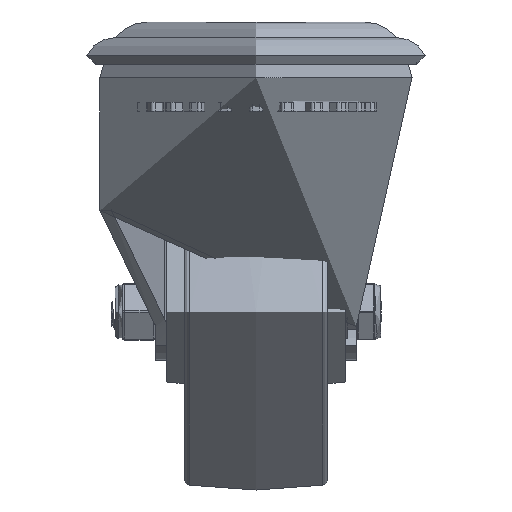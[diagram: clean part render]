
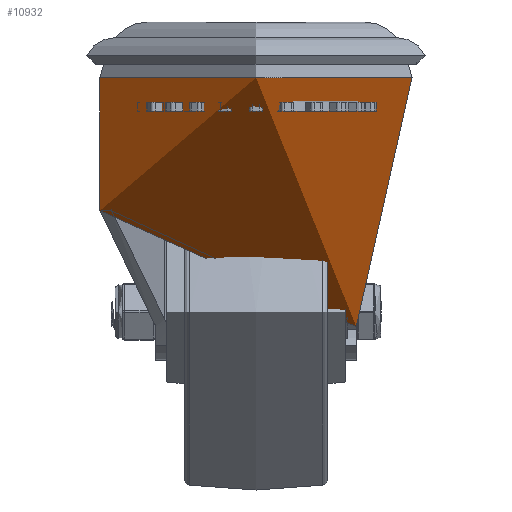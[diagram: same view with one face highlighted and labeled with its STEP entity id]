
A CAD part, left-side view. The second image highlights one B-rep face of the part: STEP entity #10932.
In plain terms, the highlighted cylindrical face has radius 35 mm (diameter 70 mm), a full revolution.
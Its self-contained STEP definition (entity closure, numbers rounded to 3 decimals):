
#196=B_SPLINE_CURVE_WITH_KNOTS('',3,(#17048,#17049,#17050,#17051,#17052,
#17053,#17054,#17055,#17056,#17057,#17058,#17059,#17060,#17061,#17062,#17063,
#17064,#17065,#17066,#17067,#17068,#17069,#17070,#17071,#17072,#17073,#17074,
#17075,#17076,#17077,#17078,#17079,#17080,#17081,#17082,#17083,#17084,#17085,
#17086,#17087,#17088,#17089,#17090,#17091),.UNSPECIFIED.,.F.,.F.,(4,2,2,
2,2,2,2,2,2,2,2,2,2,2,2,2,2,2,2,2,2,4),(6.422,7.254,
8.086,8.917,9.749,10.397,11.045,
11.693,12.341,12.989,13.637,14.285,
14.934,15.765,16.597,17.429,18.26,
19.198,20.136,21.074,22.011,22.093),
 .UNSPECIFIED.);
#197=B_SPLINE_CURVE_WITH_KNOTS('',3,(#17095,#17096,#17097,#17098,#17099,
#17100,#17101,#17102,#17103,#17104),.UNSPECIFIED.,.F.,.F.,(4,2,2,2,4),(-0.839,
-0.739,-0.639,-0.526,-0.413),
 .UNSPECIFIED.);
#198=B_SPLINE_CURVE_WITH_KNOTS('',3,(#17108,#17109,#17110,#17111,#17112,
#17113,#17114,#17115,#17116,#17117),.UNSPECIFIED.,.F.,.F.,(4,2,2,2,4),(-0.426,
-0.314,-0.201,-0.1,0.),
 .UNSPECIFIED.);
#199=B_SPLINE_CURVE_WITH_KNOTS('',3,(#17120,#17121,#17122,#17123,#17124,
#17125,#17126,#17127,#17128,#17129,#17130,#17131),.UNSPECIFIED.,.F.,.F.,
(4,2,2,2,2,4),(2.589,2.671,3.609,4.547,
5.485,6.422),.UNSPECIFIED.);
#860=CYLINDRICAL_SURFACE('',#11921,35.);
#1323=LINE('',#17046,#2244);
#1324=LINE('',#17093,#2245);
#1325=LINE('',#17119,#2246);
#2244=VECTOR('',#13827,35.);
#2245=VECTOR('',#13828,1000.);
#2246=VECTOR('',#13831,1000.);
#3057=FACE_OUTER_BOUND('',#3697,.T.);
#3697=EDGE_LOOP('',(#8476,#8477,#8478,#8479,#8480,#8481,#8482,#8483,#8484,
#8485));
#4404=CIRCLE('',#11905,35.);
#4416=CIRCLE('',#11922,35.);
#5073=VERTEX_POINT('',#17017);
#5082=VERTEX_POINT('',#17045);
#5083=VERTEX_POINT('',#17047);
#5084=VERTEX_POINT('',#17092);
#5085=VERTEX_POINT('',#17094);
#5086=VERTEX_POINT('',#17105);
#5087=VERTEX_POINT('',#17107);
#5088=VERTEX_POINT('',#17118);
#6307=EDGE_CURVE('',#5073,#5073,#4404,.T.);
#6321=EDGE_CURVE('',#5073,#5082,#1323,.T.);
#6322=EDGE_CURVE('',#5082,#5083,#196,.T.);
#6323=EDGE_CURVE('',#5083,#5084,#1324,.T.);
#6324=EDGE_CURVE('',#5085,#5084,#197,.F.);
#6325=EDGE_CURVE('',#5085,#5086,#4416,.T.);
#6326=EDGE_CURVE('',#5087,#5086,#198,.F.);
#6327=EDGE_CURVE('',#5087,#5088,#1325,.T.);
#6328=EDGE_CURVE('',#5088,#5082,#199,.T.);
#8476=ORIENTED_EDGE('',*,*,#6307,.F.);
#8477=ORIENTED_EDGE('',*,*,#6321,.T.);
#8478=ORIENTED_EDGE('',*,*,#6322,.T.);
#8479=ORIENTED_EDGE('',*,*,#6323,.T.);
#8480=ORIENTED_EDGE('',*,*,#6324,.F.);
#8481=ORIENTED_EDGE('',*,*,#6325,.T.);
#8482=ORIENTED_EDGE('',*,*,#6326,.F.);
#8483=ORIENTED_EDGE('',*,*,#6327,.T.);
#8484=ORIENTED_EDGE('',*,*,#6328,.T.);
#8485=ORIENTED_EDGE('',*,*,#6321,.F.);
#10932=ADVANCED_FACE('',(#3057),#860,.T.);
#11905=AXIS2_PLACEMENT_3D('',#17018,#13791,#13792);
#11921=AXIS2_PLACEMENT_3D('',#17044,#13825,#13826);
#11922=AXIS2_PLACEMENT_3D('',#17106,#13829,#13830);
#13791=DIRECTION('center_axis',(0.,0.,1.));
#13792=DIRECTION('ref_axis',(0.,-1.,0.));
#13825=DIRECTION('center_axis',(0.,0.,1.));
#13826=DIRECTION('ref_axis',(0.,-1.,0.));
#13827=DIRECTION('',(0.,0.,-1.));
#13828=DIRECTION('',(0.,0.,1.));
#13829=DIRECTION('center_axis',(0.,0.,1.));
#13830=DIRECTION('ref_axis',(0.,-1.,0.));
#13831=DIRECTION('',(0.,0.,-1.));
#17017=CARTESIAN_POINT('',(0.,35.,-3.009));
#17018=CARTESIAN_POINT('Origin',(0.,0.,-3.009));
#17044=CARTESIAN_POINT('Origin',(0.,0.,-66.511));
#17045=CARTESIAN_POINT('',(0.,35.,-32.843));
#17046=CARTESIAN_POINT('',(0.,35.,-66.511));
#17047=CARTESIAN_POINT('',(26.81,-22.5,-58.876));
#17048=CARTESIAN_POINT('Ctrl Pts',(0.,35.,-32.843));
#17049=CARTESIAN_POINT('Ctrl Pts',(-2.121,35.,-31.057));
#17050=CARTESIAN_POINT('Ctrl Pts',(-4.358,34.805,-29.231));
#17051=CARTESIAN_POINT('Ctrl Pts',(-8.903,33.928,-25.65));
#17052=CARTESIAN_POINT('Ctrl Pts',(-11.209,33.246,-23.894));
#17053=CARTESIAN_POINT('Ctrl Pts',(-15.716,31.368,-20.574));
#17054=CARTESIAN_POINT('Ctrl Pts',(-17.919,30.17,-19.007));
#17055=CARTESIAN_POINT('Ctrl Pts',(-22.053,27.295,-16.151));
#17056=CARTESIAN_POINT('Ctrl Pts',(-23.983,25.617,-14.862));
#17057=CARTESIAN_POINT('Ctrl Pts',(-27.044,22.306,-12.863));
#17058=CARTESIAN_POINT('Ctrl Pts',(-28.333,20.659,-12.039));
#17059=CARTESIAN_POINT('Ctrl Pts',(-30.643,17.046,-10.586));
#17060=CARTESIAN_POINT('Ctrl Pts',(-31.663,15.079,-9.957));
#17061=CARTESIAN_POINT('Ctrl Pts',(-33.319,10.946,-8.947));
#17062=CARTESIAN_POINT('Ctrl Pts',(-33.956,8.775,-8.564));
#17063=CARTESIAN_POINT('Ctrl Pts',(-34.796,4.382,-8.06));
#17064=CARTESIAN_POINT('Ctrl Pts',(-35.,2.16,-7.94));
#17065=CARTESIAN_POINT('Ctrl Pts',(-35.,-2.16,-7.94));
#17066=CARTESIAN_POINT('Ctrl Pts',(-34.796,-4.382,
-8.06));
#17067=CARTESIAN_POINT('Ctrl Pts',(-33.956,-8.775,
-8.564));
#17068=CARTESIAN_POINT('Ctrl Pts',(-33.319,-10.946,
-8.947));
#17069=CARTESIAN_POINT('Ctrl Pts',(-31.663,-15.079,-9.957));
#17070=CARTESIAN_POINT('Ctrl Pts',(-30.643,-17.046,
-10.586));
#17071=CARTESIAN_POINT('Ctrl Pts',(-28.333,-20.659,
-12.039));
#17072=CARTESIAN_POINT('Ctrl Pts',(-27.044,-22.306,
-12.863));
#17073=CARTESIAN_POINT('Ctrl Pts',(-23.983,-25.617,
-14.862));
#17074=CARTESIAN_POINT('Ctrl Pts',(-22.053,-27.295,-16.151));
#17075=CARTESIAN_POINT('Ctrl Pts',(-17.919,-30.17,-19.007));
#17076=CARTESIAN_POINT('Ctrl Pts',(-15.716,-31.368,-20.574));
#17077=CARTESIAN_POINT('Ctrl Pts',(-11.209,-33.246,
-23.894));
#17078=CARTESIAN_POINT('Ctrl Pts',(-8.903,-33.928,-25.65));
#17079=CARTESIAN_POINT('Ctrl Pts',(-4.358,-34.805,
-29.231));
#17080=CARTESIAN_POINT('Ctrl Pts',(-2.121,-35.,-31.057));
#17081=CARTESIAN_POINT('Ctrl Pts',(2.391,-35.,-34.856));
#17082=CARTESIAN_POINT('Ctrl Pts',(4.837,-34.752,-36.991));
#17083=CARTESIAN_POINT('Ctrl Pts',(9.67,-33.728,-41.371));
#17084=CARTESIAN_POINT('Ctrl Pts',(12.056,-32.953,-43.617));
#17085=CARTESIAN_POINT('Ctrl Pts',(16.624,-30.902,-48.075));
#17086=CARTESIAN_POINT('Ctrl Pts',(18.807,-29.625,-50.287));
#17087=CARTESIAN_POINT('Ctrl Pts',(22.853,-26.629,-54.522));
#17088=CARTESIAN_POINT('Ctrl Pts',(24.717,-24.909,-56.544));
#17089=CARTESIAN_POINT('Ctrl Pts',(26.52,-22.841,-58.552));
#17090=CARTESIAN_POINT('Ctrl Pts',(26.665,-22.672,-58.714));
#17091=CARTESIAN_POINT('Ctrl Pts',(26.81,-22.5,-58.876));
#17092=CARTESIAN_POINT('',(26.81,-22.5,-6.508));
#17093=CARTESIAN_POINT('',(26.81,-22.5,-35.259));
#17094=CARTESIAN_POINT('',(28.723,-20.,-4.008));
#17095=CARTESIAN_POINT('Ctrl Pts',(26.81,-22.5,-6.508));
#17096=CARTESIAN_POINT('Ctrl Pts',(26.81,-22.5,-6.173));
#17097=CARTESIAN_POINT('Ctrl Pts',(26.87,-22.429,-5.828));
#17098=CARTESIAN_POINT('Ctrl Pts',(27.087,-22.166,-5.215));
#17099=CARTESIAN_POINT('Ctrl Pts',(27.243,-21.974,-4.947));
#17100=CARTESIAN_POINT('Ctrl Pts',(27.591,-21.536,-4.509));
#17101=CARTESIAN_POINT('Ctrl Pts',(27.813,-21.251,-4.318));
#17102=CARTESIAN_POINT('Ctrl Pts',(28.271,-20.637,-4.068));
#17103=CARTESIAN_POINT('Ctrl Pts',(28.508,-20.308,-4.008));
#17104=CARTESIAN_POINT('Ctrl Pts',(28.723,-20.,-4.008));
#17105=CARTESIAN_POINT('',(28.723,20.,-4.008));
#17106=CARTESIAN_POINT('Origin',(0.,0.,-4.008));
#17107=CARTESIAN_POINT('',(26.81,22.5,-6.508));
#17108=CARTESIAN_POINT('Ctrl Pts',(28.723,20.,-4.008));
#17109=CARTESIAN_POINT('Ctrl Pts',(28.508,20.308,-4.008));
#17110=CARTESIAN_POINT('Ctrl Pts',(28.271,20.637,-4.068));
#17111=CARTESIAN_POINT('Ctrl Pts',(27.813,21.251,-4.318));
#17112=CARTESIAN_POINT('Ctrl Pts',(27.591,21.536,-4.509));
#17113=CARTESIAN_POINT('Ctrl Pts',(27.243,21.974,-4.947));
#17114=CARTESIAN_POINT('Ctrl Pts',(27.087,22.166,-5.215));
#17115=CARTESIAN_POINT('Ctrl Pts',(26.87,22.429,-5.828));
#17116=CARTESIAN_POINT('Ctrl Pts',(26.81,22.5,-6.173));
#17117=CARTESIAN_POINT('Ctrl Pts',(26.81,22.5,-6.508));
#17118=CARTESIAN_POINT('',(26.81,22.5,-58.876));
#17119=CARTESIAN_POINT('',(26.81,22.5,-35.259));
#17120=CARTESIAN_POINT('Ctrl Pts',(26.81,22.5,-58.876));
#17121=CARTESIAN_POINT('Ctrl Pts',(26.665,22.672,-58.714));
#17122=CARTESIAN_POINT('Ctrl Pts',(26.52,22.841,-58.552));
#17123=CARTESIAN_POINT('Ctrl Pts',(24.717,24.909,-56.544));
#17124=CARTESIAN_POINT('Ctrl Pts',(22.853,26.629,-54.522));
#17125=CARTESIAN_POINT('Ctrl Pts',(18.807,29.625,-50.287));
#17126=CARTESIAN_POINT('Ctrl Pts',(16.624,30.902,-48.075));
#17127=CARTESIAN_POINT('Ctrl Pts',(12.056,32.953,-43.617));
#17128=CARTESIAN_POINT('Ctrl Pts',(9.67,33.728,-41.371));
#17129=CARTESIAN_POINT('Ctrl Pts',(4.837,34.752,-36.991));
#17130=CARTESIAN_POINT('Ctrl Pts',(2.391,35.,-34.856));
#17131=CARTESIAN_POINT('Ctrl Pts',(0.,35.,-32.843));
